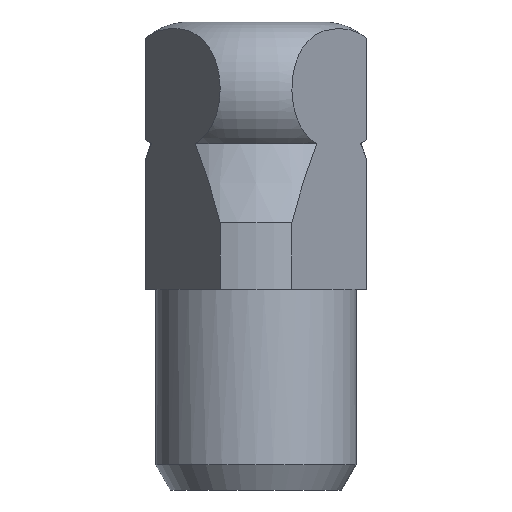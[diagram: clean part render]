
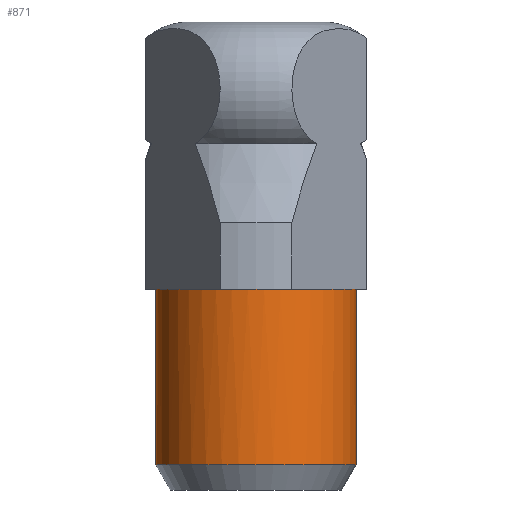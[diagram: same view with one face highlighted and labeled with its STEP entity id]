
A CAD part, left-side view. The second image highlights one B-rep face of the part: STEP entity #871.
In plain terms, the highlighted cylindrical face has radius 6 mm (diameter 12 mm), a partial arc.
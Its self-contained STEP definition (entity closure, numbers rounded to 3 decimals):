
#4 = DIRECTION ( 'NONE',  ( 0., -1., 0. ) ) ;
#5 = VECTOR ( 'NONE', #295, 1000. ) ;
#29 = EDGE_CURVE ( 'NONE', #305, #791, #966, .T. ) ;
#35 = EDGE_CURVE ( 'NONE', #205, #358, #548, .T. ) ;
#40 = CIRCLE ( 'NONE', #1102, 6. ) ;
#67 = CARTESIAN_POINT ( 'NONE',  ( 0., -6., 0. ) ) ;
#81 = CIRCLE ( 'NONE', #518, 6. ) ;
#87 = ORIENTED_EDGE ( 'NONE', *, *, #575, .F. ) ;
#94 = CARTESIAN_POINT ( 'NONE',  ( 0., 0., -12. ) ) ;
#111 = ORIENTED_EDGE ( 'NONE', *, *, #365, .T. ) ;
#113 = CARTESIAN_POINT ( 'NONE',  ( 0., 0., -10.5 ) ) ;
#115 = DIRECTION ( 'NONE',  ( 0., -1., 0. ) ) ;
#168 = CARTESIAN_POINT ( 'NONE',  ( 0., 0., 0. ) ) ;
#177 = CIRCLE ( 'NONE', #334, 6. ) ;
#192 = CARTESIAN_POINT ( 'NONE',  ( -1.274, 5.863, 0. ) ) ;
#205 = VERTEX_POINT ( 'NONE', #992 ) ;
#216 = DIRECTION ( 'NONE',  ( 0., 0., -1. ) ) ;
#249 = DIRECTION ( 'NONE',  ( 0., -1., 0. ) ) ;
#275 = ORIENTED_EDGE ( 'NONE', *, *, #539, .T. ) ;
#292 = DIRECTION ( 'NONE',  ( 0., -1., 0. ) ) ;
#295 = DIRECTION ( 'NONE',  ( 0., 0., -1. ) ) ;
#305 = VERTEX_POINT ( 'NONE', #67 ) ;
#317 = VERTEX_POINT ( 'NONE', #192 ) ;
#319 = DIRECTION ( 'NONE',  ( 0., 0., -1. ) ) ;
#321 = VERTEX_POINT ( 'NONE', #452 ) ;
#322 = DIRECTION ( 'NONE',  ( 0., 0., -1. ) ) ;
#334 = AXIS2_PLACEMENT_3D ( 'NONE', #113, #216, #665 ) ;
#353 = CARTESIAN_POINT ( 'NONE',  ( -1.274, -5.863, 0. ) ) ;
#358 = VERTEX_POINT ( 'NONE', #661 ) ;
#365 = EDGE_CURVE ( 'NONE', #791, #321, #927, .T. ) ;
#412 = EDGE_CURVE ( 'NONE', #317, #205, #40, .T. ) ;
#429 = VERTEX_POINT ( 'NONE', #967 ) ;
#430 = AXIS2_PLACEMENT_3D ( 'NONE', #94, #954, #115 ) ;
#452 = CARTESIAN_POINT ( 'NONE',  ( -4.44, -4.035, 0. ) ) ;
#454 = VERTEX_POINT ( 'NONE', #973 ) ;
#467 = DIRECTION ( 'NONE',  ( 0., -1., 0. ) ) ;
#487 = DIRECTION ( 'NONE',  ( 0., 0., 1. ) ) ;
#518 = AXIS2_PLACEMENT_3D ( 'NONE', #1148, #487, #961 ) ;
#539 = EDGE_CURVE ( 'NONE', #321, #454, #659, .T. ) ;
#548 = LINE ( 'NONE', #853, #5 ) ;
#575 = EDGE_CURVE ( 'NONE', #317, #454, #81, .T. ) ;
#577 = CARTESIAN_POINT ( 'NONE',  ( 0., 0., 0. ) ) ;
#578 = AXIS2_PLACEMENT_3D ( 'NONE', #577, #319, #4 ) ;
#582 = FACE_OUTER_BOUND ( 'NONE', #646, .T. ) ;
#629 = CARTESIAN_POINT ( 'NONE',  ( 0., 0., 0. ) ) ;
#646 = EDGE_LOOP ( 'NONE', ( #1119, #749, #911, #735, #841, #111, #275, #87 ) ) ;
#659 = CIRCLE ( 'NONE', #1049, 6. ) ;
#661 = CARTESIAN_POINT ( 'NONE',  ( 0., 6., -10.5 ) ) ;
#665 = DIRECTION ( 'NONE',  ( 0., -1., 0. ) ) ;
#693 = EDGE_CURVE ( 'NONE', #305, #429, #1156, .T. ) ;
#735 = ORIENTED_EDGE ( 'NONE', *, *, #693, .F. ) ;
#749 = ORIENTED_EDGE ( 'NONE', *, *, #35, .T. ) ;
#791 = VERTEX_POINT ( 'NONE', #353 ) ;
#807 = CARTESIAN_POINT ( 'NONE',  ( 0., 0., 0. ) ) ;
#841 = ORIENTED_EDGE ( 'NONE', *, *, #29, .T. ) ;
#853 = CARTESIAN_POINT ( 'NONE',  ( 0., 6., -12. ) ) ;
#871 = ADVANCED_FACE ( 'NONE', ( #582 ), #1027, .T. ) ;
#911 = ORIENTED_EDGE ( 'NONE', *, *, #1007, .F. ) ;
#927 = CIRCLE ( 'NONE', #578, 6. ) ;
#946 = AXIS2_PLACEMENT_3D ( 'NONE', #168, #1113, #467 ) ;
#954 = DIRECTION ( 'NONE',  ( 0., 0., -1. ) ) ;
#961 = DIRECTION ( 'NONE',  ( 0., 1., 0. ) ) ;
#966 = CIRCLE ( 'NONE', #946, 6. ) ;
#967 = CARTESIAN_POINT ( 'NONE',  ( 0., -6., -10.5 ) ) ;
#973 = CARTESIAN_POINT ( 'NONE',  ( -4.44, 4.035, 0. ) ) ;
#984 = CARTESIAN_POINT ( 'NONE',  ( 0., -6., -12. ) ) ;
#992 = CARTESIAN_POINT ( 'NONE',  ( 0., 6., 0. ) ) ;
#1007 = EDGE_CURVE ( 'NONE', #429, #358, #177, .T. ) ;
#1009 = DIRECTION ( 'NONE',  ( 0., 0., -1. ) ) ;
#1027 = CYLINDRICAL_SURFACE ( 'NONE', #430, 6. ) ;
#1049 = AXIS2_PLACEMENT_3D ( 'NONE', #629, #1009, #292 ) ;
#1063 = DIRECTION ( 'NONE',  ( 0., 0., -1. ) ) ;
#1102 = AXIS2_PLACEMENT_3D ( 'NONE', #807, #1063, #249 ) ;
#1113 = DIRECTION ( 'NONE',  ( 0., 0., -1. ) ) ;
#1119 = ORIENTED_EDGE ( 'NONE', *, *, #412, .T. ) ;
#1130 = VECTOR ( 'NONE', #322, 1000. ) ;
#1148 = CARTESIAN_POINT ( 'NONE',  ( 0., 0., 0. ) ) ;
#1156 = LINE ( 'NONE', #984, #1130 ) ;
